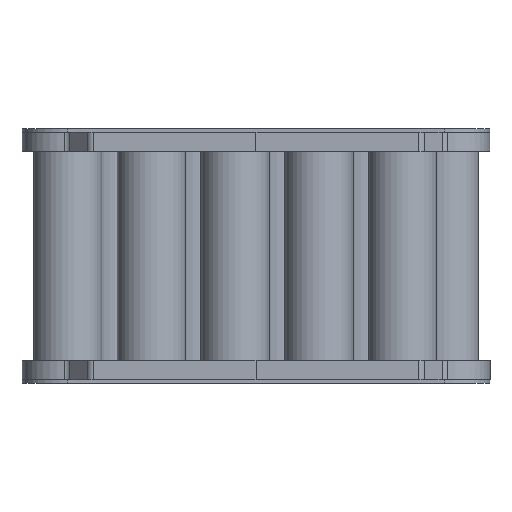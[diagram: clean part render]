
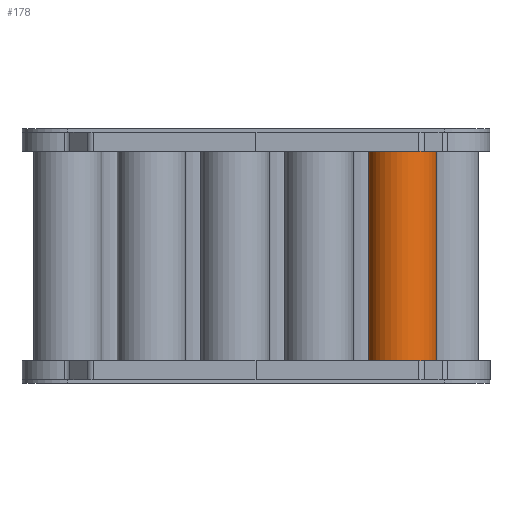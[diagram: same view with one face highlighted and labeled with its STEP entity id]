
A CAD part, front view. The second image highlights one B-rep face of the part: STEP entity #178.
In plain terms, the highlighted cylindrical face has radius 9 mm (diameter 18 mm), a partial arc.
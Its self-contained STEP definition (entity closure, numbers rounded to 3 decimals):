
#122=CARTESIAN_POINT('Axis2P3D Location',(-11.,-19.053,32.5)) ;
#127=CARTESIAN_POINT('Line Origine',(-2.,-19.053,32.5)) ;
#131=CARTESIAN_POINT('Vertex',(-2.,-19.053,0.)) ;
#133=CARTESIAN_POINT('Vertex',(-2.,-19.053,65.)) ;
#140=CARTESIAN_POINT('Vertex',(-20.,-19.053,0.)) ;
#143=CARTESIAN_POINT('Line Origine',(-20.,-19.053,32.5)) ;
#147=CARTESIAN_POINT('Vertex',(-20.,-19.053,65.)) ;
#162=CARTESIAN_POINT('Axis2P3D Location',(-11.,-19.053,0.)) ;
#167=CARTESIAN_POINT('Axis2P3D Location',(-11.,-19.053,65.)) ;
#129=VECTOR('Line Direction',#128,1.) ;
#145=VECTOR('Line Direction',#144,1.) ;
#123=DIRECTION('Axis2P3D Direction',(0.,0.,1.)) ;
#124=DIRECTION('Axis2P3D XDirection',(1.,0.,0.)) ;
#128=DIRECTION('Vector Direction',(0.,0.,1.)) ;
#144=DIRECTION('Vector Direction',(0.,0.,1.)) ;
#163=DIRECTION('Axis2P3D Direction',(0.,0.,1.)) ;
#168=DIRECTION('Axis2P3D Direction',(0.,0.,1.)) ;
#125=AXIS2_PLACEMENT_3D('Cylinder Axis2P3D',#122,#123,#124) ;
#164=AXIS2_PLACEMENT_3D('Circle Axis2P3D',#162,#163,$) ;
#169=AXIS2_PLACEMENT_3D('Circle Axis2P3D',#167,#168,$) ;
#130=LINE('Line',#127,#129) ;
#146=LINE('Line',#143,#145) ;
#165=CIRCLE('generated circle',#164,9.) ;
#170=CIRCLE('generated circle',#169,9.) ;
#126=CYLINDRICAL_SURFACE('generated cylinder',#125,9.) ;
#135=EDGE_CURVE('',#132,#134,#130,.T.) ;
#149=EDGE_CURVE('',#141,#148,#146,.T.) ;
#166=EDGE_CURVE('',#141,#132,#165,.T.) ;
#171=EDGE_CURVE('',#148,#134,#170,.T.) ;
#172=EDGE_LOOP('',(#173,#174,#175,#176)) ;
#173=ORIENTED_EDGE('',*,*,#149,.F.) ;
#174=ORIENTED_EDGE('',*,*,#166,.T.) ;
#175=ORIENTED_EDGE('',*,*,#135,.T.) ;
#176=ORIENTED_EDGE('',*,*,#171,.F.) ;
#132=VERTEX_POINT('',#131) ;
#134=VERTEX_POINT('',#133) ;
#141=VERTEX_POINT('',#140) ;
#148=VERTEX_POINT('',#147) ;
#178=ADVANCED_FACE('Corps principal',(#177),#126,.T.) ;
#177=FACE_OUTER_BOUND('',#172,.T.) ;
